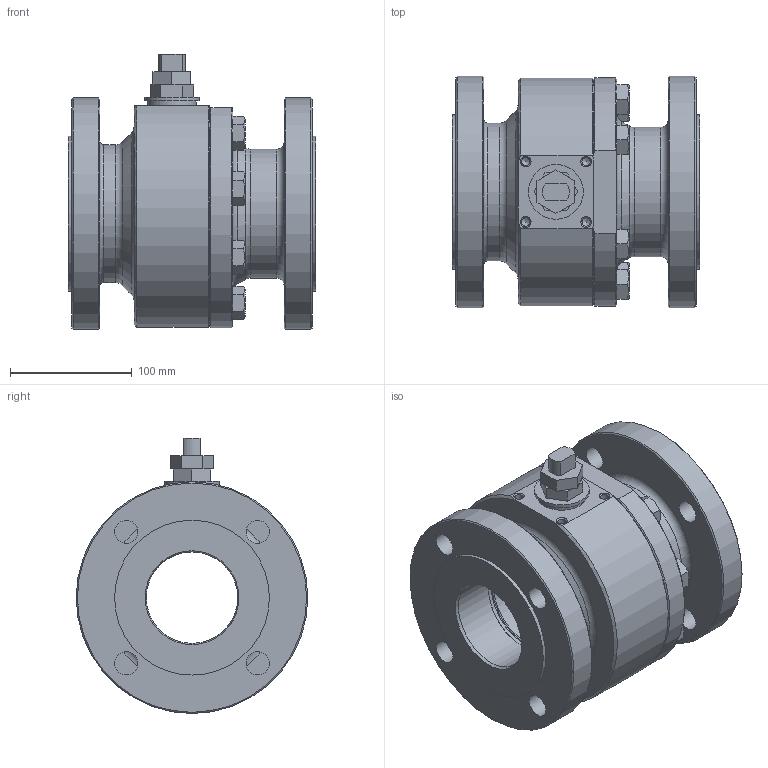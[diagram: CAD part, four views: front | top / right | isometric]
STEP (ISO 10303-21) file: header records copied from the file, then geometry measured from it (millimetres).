
FILE_DESCRIPTION( ( 'STEP AP214' ), '1' );
FILE_NAME( ' ', ' ', ( ' ' ), ( ' ' ), 'PSStep 13.0', 'VISI 18.0', ' ' );
FILE_SCHEMA( ( 'AUTOMOTIVE_DESIGN { 1 0 10303 214 1 1 1 1 }' ) );
Length unit declared in the file: millimetre
Products named in the file (3): 1; 2; 3
Bounding box: 203 x 190 x 225.5 mm (x, y, z)
Volume: 3250467.7 mm3; surface area: 390632.9 mm2
Topology: 3 solids, 23 shells, 285 faces, 635 edges, 414 vertices
Faces by surface type: plane 134, cylinder 74, cone 64, torus 12, sphere 1
Full cylindrical faces by diameter (mm): 5 x1, 6.75 x4, 14 x8, 16 x8, 18 x7, 19 x8, 22.45 x1, 34.55 x1, 35 x1, 40 x1, 45 x1, 75 x2, 76 x3, 76.5 x2, 100 x4, 102 x1, 106 x1, 113 x1, 116.5 x1, 117 x1, 121 x1, 121.194 x1, 125.812 x1, 126 x1, 127 x2, 190 x2
Entity records: 9441 total; most frequent: CARTESIAN_POINT 1614, DIRECTION 1156, ORIENTED_EDGE 860, AXIS2_PLACEMENT_3D 499, EDGE_LOOP 489, EDGE_CURVE 430, FACE_OUTER_BOUND 363, VERTEX_POINT 361
